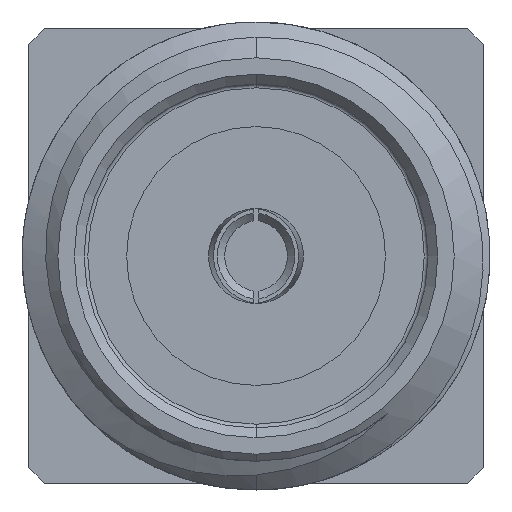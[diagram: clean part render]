
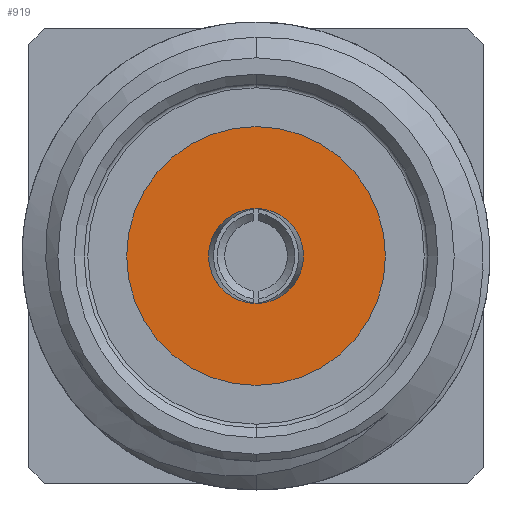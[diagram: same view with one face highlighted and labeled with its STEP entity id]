
A CAD part, left-side view. The second image highlights one B-rep face of the part: STEP entity #919.
In plain terms, the highlighted planar face has unit normal (-1, 0, 0).
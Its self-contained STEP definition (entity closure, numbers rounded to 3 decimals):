
#28 = EDGE_CURVE ( 'NONE', #2577, #1801, #5539, .T. ) ;
#412 = ORIENTED_EDGE ( 'NONE', *, *, #3080, .T. ) ;
#453 = DIRECTION ( 'NONE',  ( 1., 0., 0. ) ) ;
#532 = CARTESIAN_POINT ( 'NONE',  ( -0.988, 0., 0. ) ) ;
#757 = ORIENTED_EDGE ( 'NONE', *, *, #822, .T. ) ;
#822 = EDGE_CURVE ( 'NONE', #2906, #5791, #6025, .T. ) ;
#841 = DIRECTION ( 'NONE',  ( 0., 1., 0. ) ) ;
#919 = ADVANCED_FACE ( 'NONE', ( #5866, #6269 ), #948, .F. ) ;
#948 = PLANE ( 'NONE',  #2309 ) ;
#1115 = CARTESIAN_POINT ( 'NONE',  ( -0.988, 0., 1.73 ) ) ;
#1417 = AXIS2_PLACEMENT_3D ( 'NONE', #5028, #3450, #841 ) ;
#1471 = DIRECTION ( 'NONE',  ( 0., 1., 0. ) ) ;
#1668 = ORIENTED_EDGE ( 'NONE', *, *, #28, .T. ) ;
#1801 = VERTEX_POINT ( 'NONE', #3360 ) ;
#1878 = DIRECTION ( 'NONE',  ( -1., 0., 0. ) ) ;
#1983 = CARTESIAN_POINT ( 'NONE',  ( -0.988, 0., 0. ) ) ;
#2309 = AXIS2_PLACEMENT_3D ( 'NONE', #4743, #5813, #1471 ) ;
#2577 = VERTEX_POINT ( 'NONE', #6661 ) ;
#2597 = DIRECTION ( 'NONE',  ( 0., -1., 0. ) ) ;
#2855 = AXIS2_PLACEMENT_3D ( 'NONE', #4502, #1878, #6545 ) ;
#2906 = VERTEX_POINT ( 'NONE', #1115 ) ;
#2979 = CARTESIAN_POINT ( 'NONE',  ( -0.988, 0., -1.73 ) ) ;
#2999 = DIRECTION ( 'NONE',  ( 0., 0., 1. ) ) ;
#3080 = EDGE_CURVE ( 'NONE', #1801, #2577, #5136, .T. ) ;
#3360 = CARTESIAN_POINT ( 'NONE',  ( -0.988, 0.635, 0. ) ) ;
#3450 = DIRECTION ( 'NONE',  ( 1., 0., 0. ) ) ;
#4502 = CARTESIAN_POINT ( 'NONE',  ( -0.988, 0., 0. ) ) ;
#4743 = CARTESIAN_POINT ( 'NONE',  ( -0.988, 4.108, -3.757 ) ) ;
#4945 = AXIS2_PLACEMENT_3D ( 'NONE', #532, #453, #2597 ) ;
#5028 = CARTESIAN_POINT ( 'NONE',  ( -0.988, 0., 0. ) ) ;
#5136 = CIRCLE ( 'NONE', #1417, 0.635 ) ;
#5539 = CIRCLE ( 'NONE', #4945, 0.635 ) ;
#5634 = ORIENTED_EDGE ( 'NONE', *, *, #6520, .T. ) ;
#5653 = CIRCLE ( 'NONE', #2855, 1.73 ) ;
#5791 = VERTEX_POINT ( 'NONE', #2979 ) ;
#5813 = DIRECTION ( 'NONE',  ( 1., 0., 0. ) ) ;
#5866 = FACE_OUTER_BOUND ( 'NONE', #6327, .T. ) ;
#6025 = CIRCLE ( 'NONE', #6676, 1.73 ) ;
#6269 = FACE_BOUND ( 'NONE', #6376, .T. ) ;
#6327 = EDGE_LOOP ( 'NONE', ( #757, #5634 ) ) ;
#6376 = EDGE_LOOP ( 'NONE', ( #1668, #412 ) ) ;
#6520 = EDGE_CURVE ( 'NONE', #5791, #2906, #5653, .T. ) ;
#6545 = DIRECTION ( 'NONE',  ( 0., 0., -1. ) ) ;
#6661 = CARTESIAN_POINT ( 'NONE',  ( -0.988, -0.635, 0. ) ) ;
#6676 = AXIS2_PLACEMENT_3D ( 'NONE', #1983, #6699, #2999 ) ;
#6699 = DIRECTION ( 'NONE',  ( -1., 0., 0. ) ) ;
